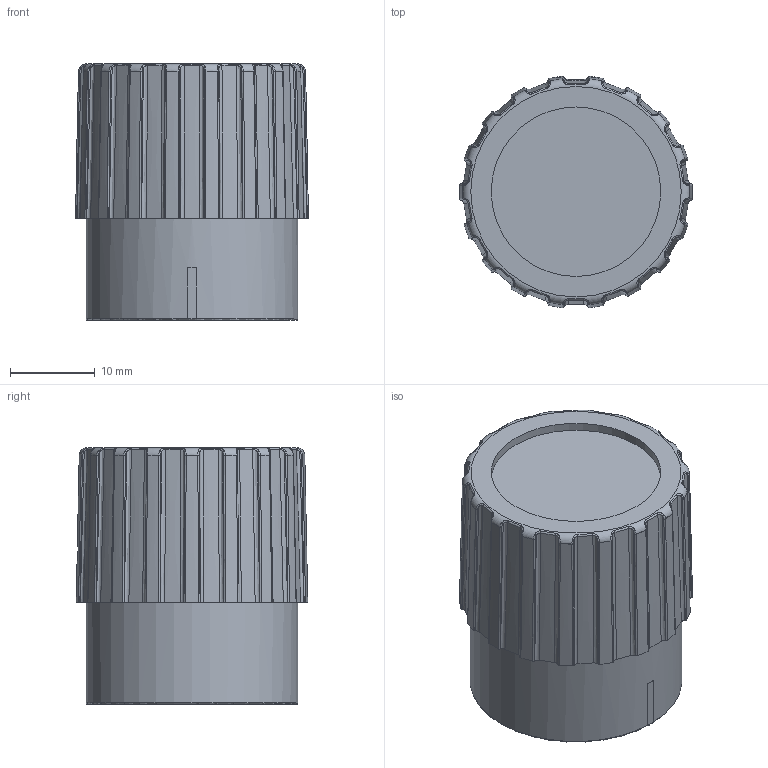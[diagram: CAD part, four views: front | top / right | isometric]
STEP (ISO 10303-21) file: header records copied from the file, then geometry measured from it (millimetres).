
FILE_DESCRIPTION( ( 'Unknown' ), '1' );
FILE_NAME( '6350170_MZI_27.stp', 'Unknown', ( 'Unknown' ), ( 'Unknown' ), 'PSStep 11.0', 'Unknown', ' ' );
FILE_SCHEMA( ( 'AUTOMOTIVE_DESIGN { 1 0 10303 214 1 1 1 1 }' ) );
Length unit declared in the file: millimetre
Products named in the file (2): 8600043
Bounding box: 27.46 x 27.31 x 30.25 mm (x, y, z)
Volume: 7693.1 mm3; surface area: 7068.9 mm2
Topology: 2 solids, 2 shells, 361 faces, 871 edges, 519 vertices
Faces by surface type: bspline 221, plane 84, sphere 36, cylinder 16, cone 2, torus 2
Full cylindrical faces by diameter (mm): 4 x2, 4.5 x2, 6 x1, 20 x1, 22 x1, 25 x1
Entity records: 24873 total; most frequent: CARTESIAN_POINT 15364, ORIENTED_EDGE 1700, DIRECTION 870, EDGE_CURVE 850, VERTEX_POINT 511, B_SPLINE_CURVE_WITH_KNOTS 491, EDGE_LOOP 383, FACE_OUTER_BOUND 371
